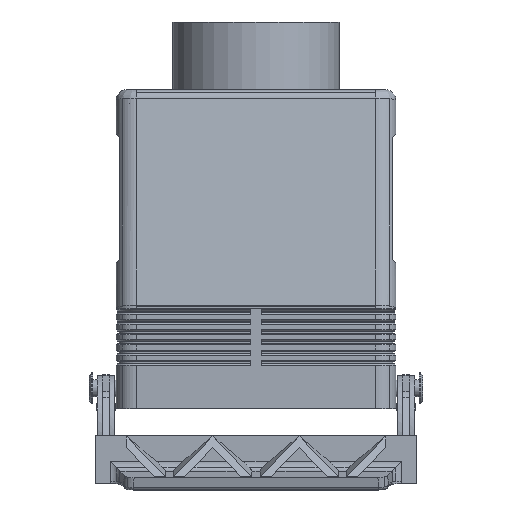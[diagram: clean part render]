
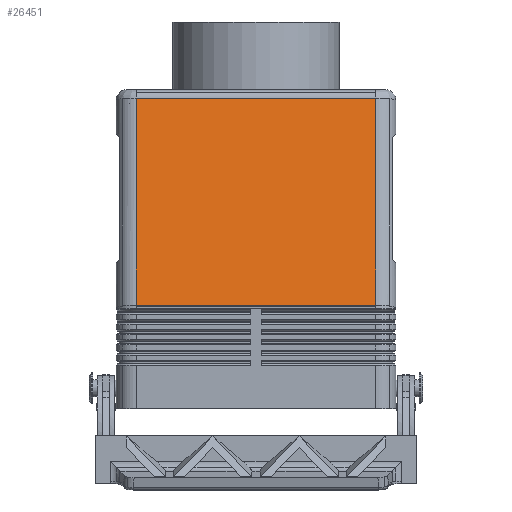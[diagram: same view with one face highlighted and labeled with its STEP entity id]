
A CAD part, left-side view. The second image highlights one B-rep face of the part: STEP entity #26451.
In plain terms, the highlighted planar face has unit normal (-0.986, 0, 0.166).
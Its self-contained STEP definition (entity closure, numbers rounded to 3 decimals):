
#3587=CARTESIAN_POINT('',(-46.667,-35.25,30.493));
#3588=VERTEX_POINT('',#3587);
#3596=CARTESIAN_POINT('',(-46.667,35.25,30.493));
#3597=VERTEX_POINT('',#3596);
#3598=CARTESIAN_POINT('',(-46.667,-35.25,30.493));
#3599=DIRECTION('',(0.0,1.0,0.0));
#3600=VECTOR('',#3599,70.5);
#3601=LINE('',#3598,#3600);
#3602=EDGE_CURVE('',#3588,#3597,#3601,.T.);
#17961=CARTESIAN_POINT('',(-36.42,-35.25,91.497));
#17962=VERTEX_POINT('',#17961);
#17970=CARTESIAN_POINT('',(-36.42,-35.25,91.497));
#17971=DIRECTION('',(-0.166,0.0,-0.986));
#17972=VECTOR('',#17971,61.858);
#17973=LINE('',#17970,#17972);
#17974=EDGE_CURVE('',#17962,#3588,#17973,.T.);
#26026=CARTESIAN_POINT('',(-36.42,35.25,91.497));
#26027=VERTEX_POINT('',#26026);
#26035=CARTESIAN_POINT('',(-36.42,35.25,91.497));
#26036=DIRECTION('',(0.0,-1.0,0.0));
#26037=VECTOR('',#26036,70.5);
#26038=LINE('',#26035,#26037);
#26039=EDGE_CURVE('',#26027,#17962,#26038,.T.);
#26418=CARTESIAN_POINT('',(-46.667,35.25,30.493));
#26419=DIRECTION('',(0.166,0.0,0.986));
#26420=VECTOR('',#26419,61.858);
#26421=LINE('',#26418,#26420);
#26422=EDGE_CURVE('',#3597,#26027,#26421,.T.);
#26440=CARTESIAN_POINT('',(-36.0,0.0,94.0));
#26441=DIRECTION('',(-0.986,0.0,0.166));
#26442=DIRECTION('',(0.166,0.0,0.986));
#26443=AXIS2_PLACEMENT_3D('',#26440,#26441,#26442);
#26444=PLANE('',#26443);
#26445=ORIENTED_EDGE('',*,*,#26039,.F.);
#26446=ORIENTED_EDGE('',*,*,#26422,.F.);
#26447=ORIENTED_EDGE('',*,*,#3602,.F.);
#26448=ORIENTED_EDGE('',*,*,#17974,.F.);
#26449=EDGE_LOOP('',(#26445,#26446,#26447,#26448));
#26450=FACE_OUTER_BOUND('',#26449,.T.);
#26451=ADVANCED_FACE('',(#26450),#26444,.T.);
